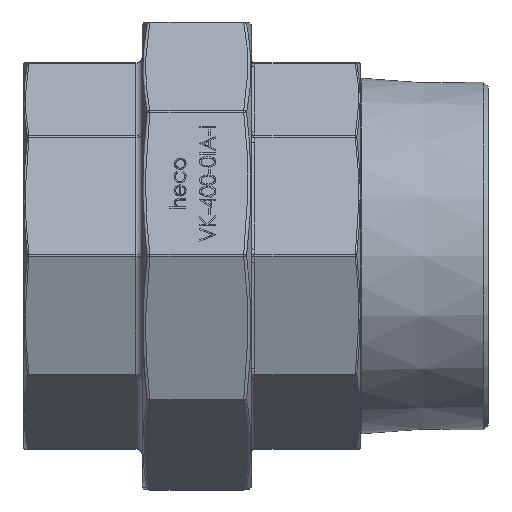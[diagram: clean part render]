
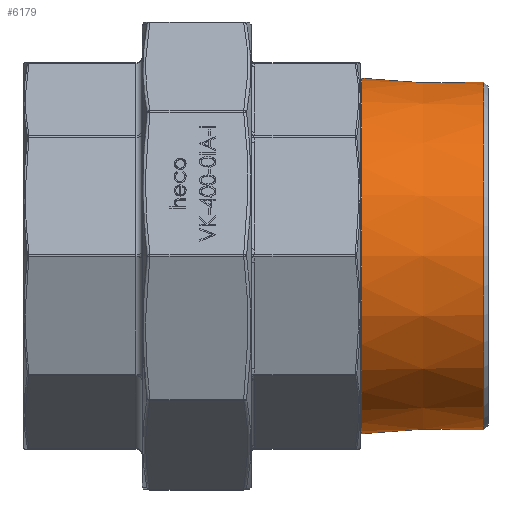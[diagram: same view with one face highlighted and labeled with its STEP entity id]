
A CAD part, top view. The second image highlights one B-rep face of the part: STEP entity #6179.
In plain terms, the highlighted conical face has half-angle 1.79 degrees and reference radius 56.515 mm.
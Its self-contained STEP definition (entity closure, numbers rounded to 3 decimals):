
#97 = VERTEX_POINT ( 'NONE', #7652 ) ;
#1471 = CARTESIAN_POINT ( 'NONE',  ( 48.484, 0., 0. ) ) ;
#3545 = EDGE_LOOP ( 'NONE', ( #18844 ) ) ;
#5213 = FACE_OUTER_BOUND ( 'NONE', #3545, .T. ) ;
#5586 = DIRECTION ( 'NONE',  ( 0., 0., 1. ) ) ;
#6015 = ORIENTED_EDGE ( 'NONE', *, *, #19659, .T. ) ;
#6179 = ADVANCED_FACE ( 'NONE', ( #5213, #16651 ), #12464, .T. ) ;
#6759 = DIRECTION ( 'NONE',  ( -1., 0., 0. ) ) ;
#7134 = DIRECTION ( 'NONE',  ( 0., 0., 1. ) ) ;
#7571 = AXIS2_PLACEMENT_3D ( 'NONE', #12969, #6759, #7134 ) ;
#7652 = CARTESIAN_POINT ( 'NONE',  ( 87.472, 0., 55.769 ) ) ;
#8904 = AXIS2_PLACEMENT_3D ( 'NONE', #1471, #24129, #22643 ) ;
#9516 = EDGE_LOOP ( 'NONE', ( #6015 ) ) ;
#12464 = CONICAL_SURFACE ( 'NONE', #12881, 56.515, 0.031 ) ;
#12881 = AXIS2_PLACEMENT_3D ( 'NONE', #14559, #24183, #5586 ) ;
#12969 = CARTESIAN_POINT ( 'NONE',  ( 87.472, 0., 0. ) ) ;
#14042 = CIRCLE ( 'NONE', #8904, 56.987 ) ;
#14559 = CARTESIAN_POINT ( 'NONE',  ( 63.6, 0., 0. ) ) ;
#15353 = VERTEX_POINT ( 'NONE', #17208 ) ;
#16651 = FACE_BOUND ( 'NONE', #9516, .T. ) ;
#17208 = CARTESIAN_POINT ( 'NONE',  ( 48.484, 0., 56.987 ) ) ;
#18844 = ORIENTED_EDGE ( 'NONE', *, *, #23023, .T. ) ;
#19659 = EDGE_CURVE ( 'NONE', #97, #97, #19881, .T. ) ;
#19881 = CIRCLE ( 'NONE', #7571, 55.769 ) ;
#22643 = DIRECTION ( 'NONE',  ( 0., 0., 1. ) ) ;
#23023 = EDGE_CURVE ( 'NONE', #15353, #15353, #14042, .T. ) ;
#24129 = DIRECTION ( 'NONE',  ( 1., 0., 0. ) ) ;
#24183 = DIRECTION ( 'NONE',  ( -1., 0., 0. ) ) ;
